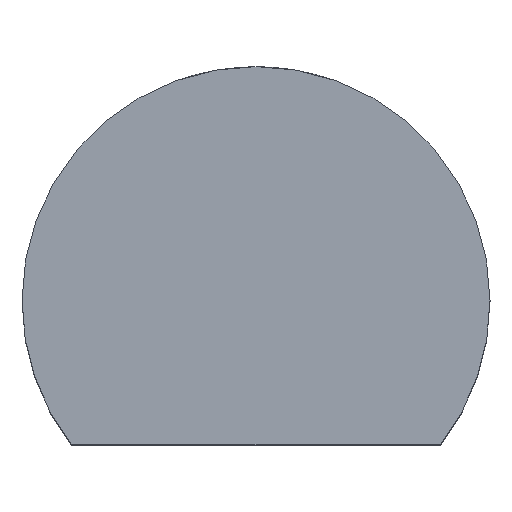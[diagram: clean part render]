
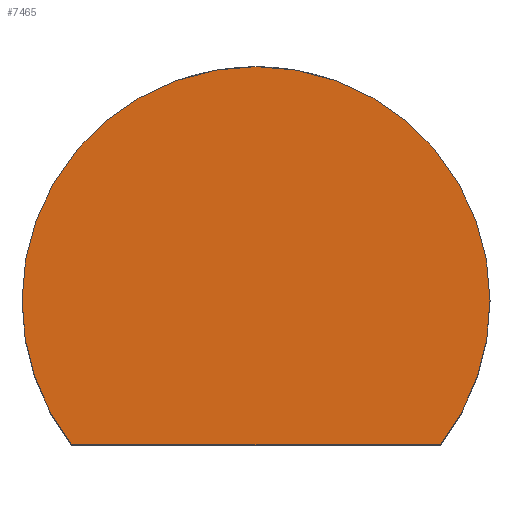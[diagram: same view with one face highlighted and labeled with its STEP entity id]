
A CAD part, top view. The second image highlights one B-rep face of the part: STEP entity #7465.
In plain terms, the highlighted planar face has unit normal (0, 0, 1).
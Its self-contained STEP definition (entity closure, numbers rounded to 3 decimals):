
#243 = VERTEX_POINT ( 'NONE', #9915 ) ;
#396 = DIRECTION ( 'NONE',  ( 1., 0., 0. ) ) ;
#685 = CIRCLE ( 'NONE', #11033, 2.6 ) ;
#701 = EDGE_CURVE ( 'NONE', #5677, #1197, #2448, .T. ) ;
#1197 = VERTEX_POINT ( 'NONE', #8326 ) ;
#1378 = DIRECTION ( 'NONE',  ( 1., 0., 0. ) ) ;
#1893 = ORIENTED_EDGE ( 'NONE', *, *, #701, .T. ) ;
#2199 = EDGE_CURVE ( 'NONE', #243, #5072, #685, .T. ) ;
#2448 = LINE ( 'NONE', #2505, #9353 ) ;
#2505 = CARTESIAN_POINT ( 'NONE',  ( -2.049, -1.6, 0. ) ) ;
#3419 = CARTESIAN_POINT ( 'NONE',  ( 0., 0., 0. ) ) ;
#4393 = DIRECTION ( 'NONE',  ( 1., 0., 0. ) ) ;
#4477 = DIRECTION ( 'NONE',  ( 0., 0., 1. ) ) ;
#4616 = AXIS2_PLACEMENT_3D ( 'NONE', #3419, #12268, #7274 ) ;
#4663 = ORIENTED_EDGE ( 'NONE', *, *, #7999, .T. ) ;
#5072 = VERTEX_POINT ( 'NONE', #11888 ) ;
#5422 = ORIENTED_EDGE ( 'NONE', *, *, #10508, .T. ) ;
#5677 = VERTEX_POINT ( 'NONE', #10929 ) ;
#6624 = AXIS2_PLACEMENT_3D ( 'NONE', #11163, #4477, #1378 ) ;
#6946 = EDGE_LOOP ( 'NONE', ( #4663, #8384, #5422, #1893 ) ) ;
#7274 = DIRECTION ( 'NONE',  ( 1., 0., 0. ) ) ;
#7465 = ADVANCED_FACE ( 'NONE', ( #9164 ), #8088, .T. ) ;
#7999 = EDGE_CURVE ( 'NONE', #1197, #243, #12552, .T. ) ;
#8088 = PLANE ( 'NONE',  #6624 ) ;
#8236 = CARTESIAN_POINT ( 'NONE',  ( 0., 0., 0. ) ) ;
#8326 = CARTESIAN_POINT ( 'NONE',  ( 2.049, -1.6, 0. ) ) ;
#8384 = ORIENTED_EDGE ( 'NONE', *, *, #2199, .T. ) ;
#8407 = DIRECTION ( 'NONE',  ( 1., 0., 0. ) ) ;
#8836 = CIRCLE ( 'NONE', #12102, 2.6 ) ;
#9066 = DIRECTION ( 'NONE',  ( 0., 0., 1. ) ) ;
#9164 = FACE_OUTER_BOUND ( 'NONE', #6946, .T. ) ;
#9198 = DIRECTION ( 'NONE',  ( 0., 0., 1. ) ) ;
#9353 = VECTOR ( 'NONE', #8407, 1000. ) ;
#9915 = CARTESIAN_POINT ( 'NONE',  ( 2.6, 0., 0. ) ) ;
#10162 = CARTESIAN_POINT ( 'NONE',  ( 0., 0., 0. ) ) ;
#10508 = EDGE_CURVE ( 'NONE', #5072, #5677, #8836, .T. ) ;
#10929 = CARTESIAN_POINT ( 'NONE',  ( -2.049, -1.6, 0. ) ) ;
#11033 = AXIS2_PLACEMENT_3D ( 'NONE', #10162, #9198, #4393 ) ;
#11163 = CARTESIAN_POINT ( 'NONE',  ( 0., 0., 0. ) ) ;
#11888 = CARTESIAN_POINT ( 'NONE',  ( -2.6, 0., 0. ) ) ;
#12102 = AXIS2_PLACEMENT_3D ( 'NONE', #8236, #9066, #396 ) ;
#12268 = DIRECTION ( 'NONE',  ( 0., 0., 1. ) ) ;
#12552 = CIRCLE ( 'NONE', #4616, 2.6 ) ;
